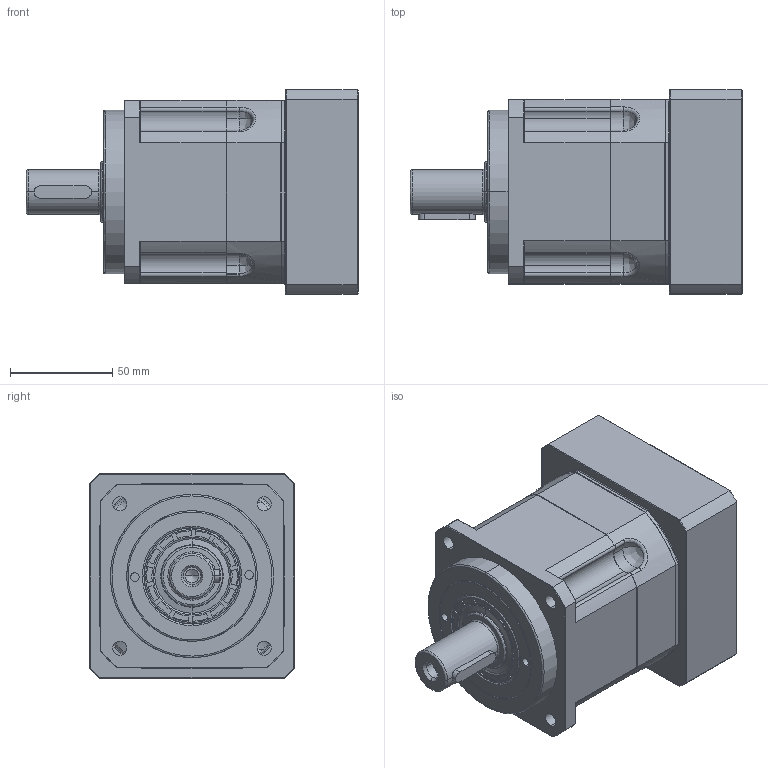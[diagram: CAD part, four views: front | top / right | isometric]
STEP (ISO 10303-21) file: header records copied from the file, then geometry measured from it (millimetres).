
FILE_DESCRIPTION (( 'STEP AP203' ), '1' );
FILE_NAME ('FAB090M1-L1-22-95-115-M8-56.5.STEP', '2021-05-04T01:54:33', ( '微软用户' ), ( '微软中国' ), 'SwSTEP 2.0', 'SolidWorks 2016', '' );
FILE_SCHEMA (( 'CONFIG_CONTROL_DESIGN' ));
Length unit declared in the file: millimetre
Products named in the file (12): 蚐猾30476; 输出内齿圈壳体FAB090D; 怀堤俴陎殤FAB090D-22; A倰す瑩 6-28; 隅弇覃淕杶FAB090D; hex socket set screws with cone point gb_GB_FASTENER_SCREWS_HSCP M12X12-N; 输入端壳体FAB090M1; FAB090M1-L1-22-95-115-M8-56.5; 输入太阳齿轮FAB090M1-22; 输入轴锁紧环 26-52-14-加螺栓; M6-14樓粟菜; 输入法兰FAB090M1-95x37.5xM8(115)
Assembly tree (16 placements, depth 2):
  FAB090M1-L1-22-95-115-M8-56.5
    蚐猾30476
    输出内齿圈壳体FAB090D
    怀堤俴陎殤FAB090D-22
    A倰す瑩 6-28
    隅弇覃淕杶FAB090D
    hex socket set screws with cone point gb_GB_FASTENER_SCREWS_HSCP M12X12-N
    输入端壳体FAB090M1
    输入太阳齿轮FAB090M1-22
    输入轴锁紧环 26-52-14-加螺栓
    M6-14樓粟菜  x6
    输入法兰FAB090M1-95x37.5xM8(115)
Bounding box: 162.5 x 100 x 100 mm (x, y, z)
Volume: 805575.7 mm3; surface area: 148804.2 mm2
Topology: 11 solids, 23 shells, 686 faces, 1704 edges, 1092 vertices
Faces by surface type: cylinder 269, plane 256, cone 99, bspline 54, torus 8
Entity records: 20952 total; most frequent: CARTESIAN_POINT 6110, DIRECTION 2892, ORIENTED_EDGE 2785, EDGE_CURVE 1396, AXIS2_PLACEMENT_3D 1155, VERTEX_POINT 897, EDGE_LOOP 640, CIRCLE 613
